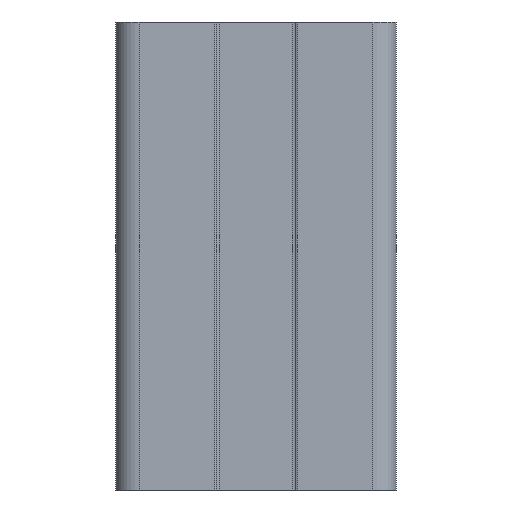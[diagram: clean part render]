
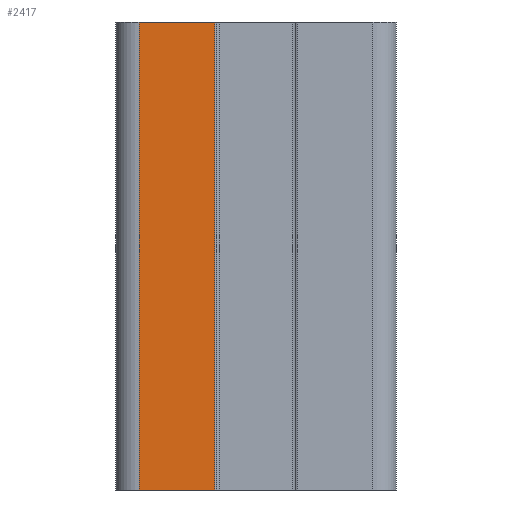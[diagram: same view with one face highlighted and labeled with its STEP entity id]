
A CAD part, left-side view. The second image highlights one B-rep face of the part: STEP entity #2417.
In plain terms, the highlighted planar face has unit normal (-1, 0, 0).
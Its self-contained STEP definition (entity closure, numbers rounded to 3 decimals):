
#23 = VERTEX_POINT ( 'NONE', #3467 ) ;
#322 = LINE ( 'NONE', #2016, #4529 ) ;
#537 = ORIENTED_EDGE ( 'NONE', *, *, #2827, .F. ) ;
#658 = CARTESIAN_POINT ( 'NONE',  ( 0., 27.5, 50. ) ) ;
#765 = FACE_OUTER_BOUND ( 'NONE', #970, .T. ) ;
#940 = EDGE_CURVE ( 'NONE', #1900, #23, #5012, .T. ) ;
#970 = EDGE_LOOP ( 'NONE', ( #1830, #537, #4959, #4629 ) ) ;
#991 = EDGE_CURVE ( 'NONE', #4849, #1900, #3962, .T. ) ;
#1170 = DIRECTION ( 'NONE',  ( 1., 0., 0. ) ) ;
#1279 = VECTOR ( 'NONE', #4403, 1000. ) ;
#1551 = DIRECTION ( 'NONE',  ( 0., -1., 0. ) ) ;
#1830 = ORIENTED_EDGE ( 'NONE', *, *, #940, .T. ) ;
#1859 = VECTOR ( 'NONE', #4205, 1000. ) ;
#1900 = VERTEX_POINT ( 'NONE', #3890 ) ;
#2016 = CARTESIAN_POINT ( 'NONE',  ( 0., 19.4, 50. ) ) ;
#2417 = ADVANCED_FACE ( 'NONE', ( #765 ), #3961, .F. ) ;
#2757 = EDGE_CURVE ( 'NONE', #4849, #4348, #322, .T. ) ;
#2827 = EDGE_CURVE ( 'NONE', #4348, #23, #5226, .T. ) ;
#2968 = CARTESIAN_POINT ( 'NONE',  ( 0., 19.4, 0. ) ) ;
#3153 = CARTESIAN_POINT ( 'NONE',  ( 0., 19.4, 50. ) ) ;
#3362 = CARTESIAN_POINT ( 'NONE',  ( 0., 19.4, 50. ) ) ;
#3467 = CARTESIAN_POINT ( 'NONE',  ( 0., 19.4, 0. ) ) ;
#3731 = VECTOR ( 'NONE', #4386, 1000. ) ;
#3890 = CARTESIAN_POINT ( 'NONE',  ( 0., 27.5, 0. ) ) ;
#3961 = PLANE ( 'NONE',  #4785 ) ;
#3962 = LINE ( 'NONE', #658, #3731 ) ;
#4205 = DIRECTION ( 'NONE',  ( 0., -1., 0. ) ) ;
#4348 = VERTEX_POINT ( 'NONE', #3362 ) ;
#4386 = DIRECTION ( 'NONE',  ( 0., 0., -1. ) ) ;
#4403 = DIRECTION ( 'NONE',  ( 0., 0., -1. ) ) ;
#4467 = CARTESIAN_POINT ( 'NONE',  ( 0., 19.4, 50. ) ) ;
#4529 = VECTOR ( 'NONE', #1551, 1000. ) ;
#4629 = ORIENTED_EDGE ( 'NONE', *, *, #991, .T. ) ;
#4785 = AXIS2_PLACEMENT_3D ( 'NONE', #4467, #1170, #4843 ) ;
#4843 = DIRECTION ( 'NONE',  ( 0., 0., -1. ) ) ;
#4849 = VERTEX_POINT ( 'NONE', #5000 ) ;
#4959 = ORIENTED_EDGE ( 'NONE', *, *, #2757, .F. ) ;
#5000 = CARTESIAN_POINT ( 'NONE',  ( 0., 27.5, 50. ) ) ;
#5012 = LINE ( 'NONE', #2968, #1859 ) ;
#5226 = LINE ( 'NONE', #3153, #1279 ) ;
